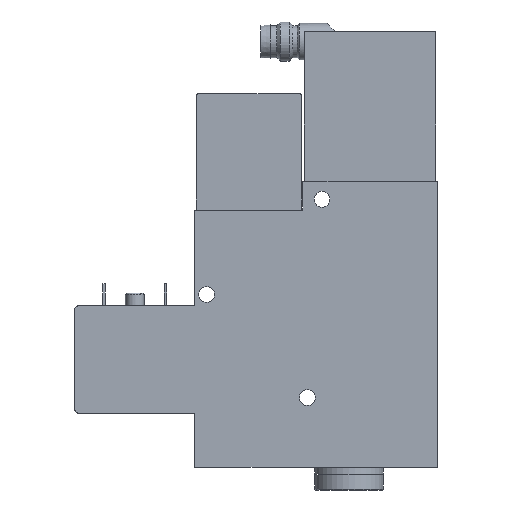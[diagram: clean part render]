
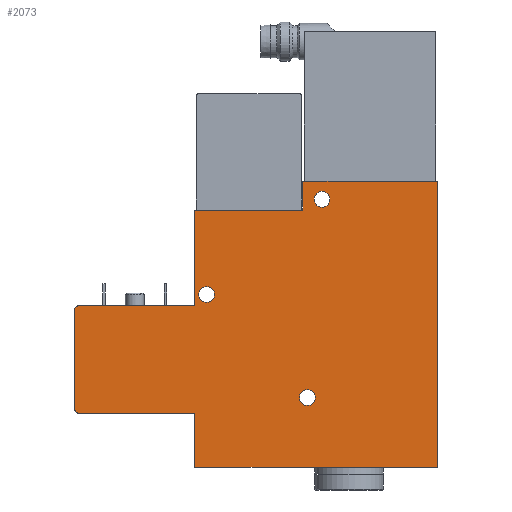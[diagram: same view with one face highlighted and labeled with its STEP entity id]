
A CAD part, left-side view. The second image highlights one B-rep face of the part: STEP entity #2073.
In plain terms, the highlighted face is planar.
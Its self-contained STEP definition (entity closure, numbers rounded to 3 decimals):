
#63=PLANE('',#2207);
#127=LINE('',#2861,#225);
#135=LINE('',#2880,#233);
#141=LINE('',#2893,#239);
#142=LINE('',#2895,#240);
#150=LINE('',#2912,#248);
#153=LINE('',#2926,#251);
#156=LINE('',#2938,#254);
#162=LINE('',#2949,#260);
#166=LINE('',#2968,#264);
#167=LINE('',#2972,#265);
#225=VECTOR('',#2389,1000.);
#233=VECTOR('',#2401,1000.);
#239=VECTOR('',#2409,1000.);
#240=VECTOR('',#2412,1000.);
#248=VECTOR('',#2422,1000.);
#251=VECTOR('',#2435,1000.);
#254=VECTOR('',#2446,1000.);
#260=VECTOR('',#2454,1000.);
#264=VECTOR('',#2474,1000.);
#265=VECTOR('',#2477,1000.);
#395=ORIENTED_EDGE('',*,*,#691,.F.);
#396=ORIENTED_EDGE('',*,*,#682,.F.);
#397=ORIENTED_EDGE('',*,*,#734,.F.);
#398=ORIENTED_EDGE('',*,*,#735,.F.);
#399=ORIENTED_EDGE('',*,*,#736,.F.);
#400=ORIENTED_EDGE('',*,*,#737,.F.);
#401=ORIENTED_EDGE('',*,*,#697,.F.);
#402=ORIENTED_EDGE('',*,*,#719,.F.);
#403=ORIENTED_EDGE('',*,*,#713,.F.);
#404=ORIENTED_EDGE('',*,*,#706,.F.);
#405=ORIENTED_EDGE('',*,*,#698,.F.);
#406=ORIENTED_EDGE('',*,*,#725,.F.);
#407=ORIENTED_EDGE('',*,*,#738,.F.);
#408=ORIENTED_EDGE('',*,*,#739,.F.);
#409=ORIENTED_EDGE('',*,*,#740,.F.);
#682=EDGE_CURVE('',#858,#859,#127,.T.);
#691=EDGE_CURVE('',#859,#867,#135,.T.);
#697=EDGE_CURVE('',#872,#870,#141,.T.);
#698=EDGE_CURVE('',#873,#874,#142,.T.);
#706=EDGE_CURVE('',#874,#881,#150,.T.);
#713=EDGE_CURVE('',#881,#887,#153,.T.);
#719=EDGE_CURVE('',#887,#872,#156,.T.);
#725=EDGE_CURVE('',#867,#873,#162,.T.);
#734=EDGE_CURVE('',#902,#858,#1000,.T.);
#735=EDGE_CURVE('',#903,#902,#166,.T.);
#736=EDGE_CURVE('',#904,#903,#1001,.T.);
#737=EDGE_CURVE('',#870,#904,#167,.T.);
#738=EDGE_CURVE('',#905,#905,#1002,.T.);
#739=EDGE_CURVE('',#906,#906,#1003,.T.);
#740=EDGE_CURVE('',#907,#907,#1004,.T.);
#858=VERTEX_POINT('',#2862);
#859=VERTEX_POINT('',#2863);
#867=VERTEX_POINT('',#2881);
#870=VERTEX_POINT('',#2888);
#872=VERTEX_POINT('',#2892);
#873=VERTEX_POINT('',#2896);
#874=VERTEX_POINT('',#2897);
#881=VERTEX_POINT('',#2913);
#887=VERTEX_POINT('',#2927);
#902=VERTEX_POINT('',#2967);
#903=VERTEX_POINT('',#2969);
#904=VERTEX_POINT('',#2971);
#905=VERTEX_POINT('',#2974);
#906=VERTEX_POINT('',#2976);
#907=VERTEX_POINT('',#2978);
#1000=CIRCLE('',#2208,1.);
#1001=CIRCLE('',#2209,1.);
#1002=CIRCLE('',#2210,1.6);
#1003=CIRCLE('',#2211,1.6);
#1004=CIRCLE('',#2212,1.6);
#1085=EDGE_LOOP('',(#395,#396,#397,#398,#399,#400,#401,#402,#403,#404,#405,
#406));
#1086=EDGE_LOOP('',(#407));
#1087=EDGE_LOOP('',(#408));
#1088=EDGE_LOOP('',(#409));
#1263=FACE_BOUND('',#1085,.T.);
#1264=FACE_BOUND('',#1086,.T.);
#1265=FACE_BOUND('',#1087,.T.);
#1266=FACE_BOUND('',#1088,.T.);
#2073=ADVANCED_FACE('',(#1263,#1264,#1265,#1266),#63,.F.);
#2207=AXIS2_PLACEMENT_3D('',#2965,#2470,#2471);
#2208=AXIS2_PLACEMENT_3D('',#2966,#2472,#2473);
#2209=AXIS2_PLACEMENT_3D('',#2970,#2475,#2476);
#2210=AXIS2_PLACEMENT_3D('',#2973,#2478,#2479);
#2211=AXIS2_PLACEMENT_3D('',#2975,#2480,#2481);
#2212=AXIS2_PLACEMENT_3D('',#2977,#2482,#2483);
#2389=DIRECTION('',(0.,-1.,0.));
#2401=DIRECTION('',(-1.,0.,0.));
#2409=DIRECTION('',(-1.,0.,0.));
#2412=DIRECTION('',(-1.,0.,0.));
#2422=DIRECTION('',(0.,-1.,0.));
#2435=DIRECTION('',(1.,0.,0.));
#2446=DIRECTION('',(0.,1.,0.));
#2454=DIRECTION('',(0.,-1.,0.));
#2470=DIRECTION('',(0.,0.,1.));
#2471=DIRECTION('',(1.,0.,0.));
#2472=DIRECTION('',(0.,0.,1.));
#2473=DIRECTION('',(1.,0.,0.));
#2474=DIRECTION('',(-1.,0.,0.));
#2475=DIRECTION('',(0.,0.,1.));
#2476=DIRECTION('',(1.,0.,0.));
#2477=DIRECTION('',(0.,1.,0.));
#2478=DIRECTION('',(0.,0.,-1.));
#2479=DIRECTION('',(-1.,0.,0.));
#2480=DIRECTION('',(0.,0.,-1.));
#2481=DIRECTION('',(-1.,0.,0.));
#2482=DIRECTION('',(0.,0.,-1.));
#2483=DIRECTION('',(-1.,0.,0.));
#2861=CARTESIAN_POINT('',(-33.,72.9,-7.5));
#2862=CARTESIAN_POINT('',(-33.,72.9,-7.5));
#2863=CARTESIAN_POINT('',(-33.,49.4,-7.5));
#2880=CARTESIAN_POINT('',(0.,49.4,-7.5));
#2881=CARTESIAN_POINT('',(-52.4,49.4,-7.5));
#2888=CARTESIAN_POINT('',(-11.,49.4,-7.5));
#2892=CARTESIAN_POINT('',(0.,49.4,-7.5));
#2893=CARTESIAN_POINT('',(0.,49.4,-7.5));
#2895=CARTESIAN_POINT('',(-52.4,27.4,-7.5));
#2896=CARTESIAN_POINT('',(-52.4,27.4,-7.5));
#2897=CARTESIAN_POINT('',(-58.3,27.4,-7.5));
#2912=CARTESIAN_POINT('',(-58.3,27.4,-7.5));
#2913=CARTESIAN_POINT('',(-58.3,0.,-7.5));
#2926=CARTESIAN_POINT('',(-58.3,0.,-7.5));
#2927=CARTESIAN_POINT('',(0.,0.,-7.5));
#2938=CARTESIAN_POINT('',(0.,0.,-7.5));
#2949=CARTESIAN_POINT('',(-52.4,49.4,-7.5));
#2965=CARTESIAN_POINT('',(0.,0.,-7.5));
#2966=CARTESIAN_POINT('',(-32.,72.9,-7.5));
#2967=CARTESIAN_POINT('',(-32.,73.9,-7.5));
#2968=CARTESIAN_POINT('',(-12.,73.9,-7.5));
#2969=CARTESIAN_POINT('',(-12.,73.9,-7.5));
#2970=CARTESIAN_POINT('',(-12.,72.9,-7.5));
#2971=CARTESIAN_POINT('',(-11.,72.9,-7.5));
#2972=CARTESIAN_POINT('',(-11.,48.4,-7.5));
#2973=CARTESIAN_POINT('',(-14.2,26.5,-7.5));
#2974=CARTESIAN_POINT('',(-15.8,26.5,-7.5));
#2975=CARTESIAN_POINT('',(-35.2,47.,-7.5));
#2976=CARTESIAN_POINT('',(-36.8,47.,-7.5));
#2977=CARTESIAN_POINT('',(-54.6,23.5,-7.5));
#2978=CARTESIAN_POINT('',(-56.2,23.5,-7.5));
